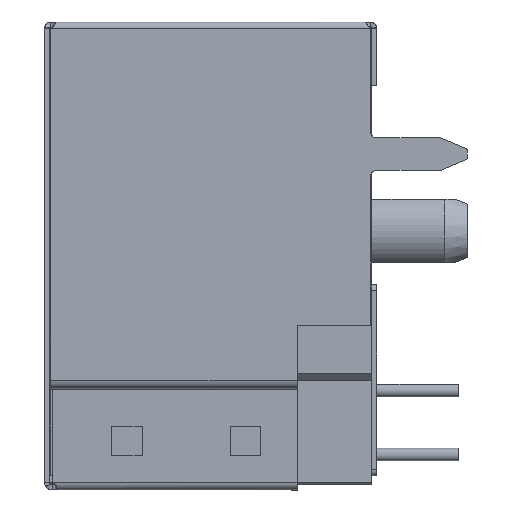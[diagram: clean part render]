
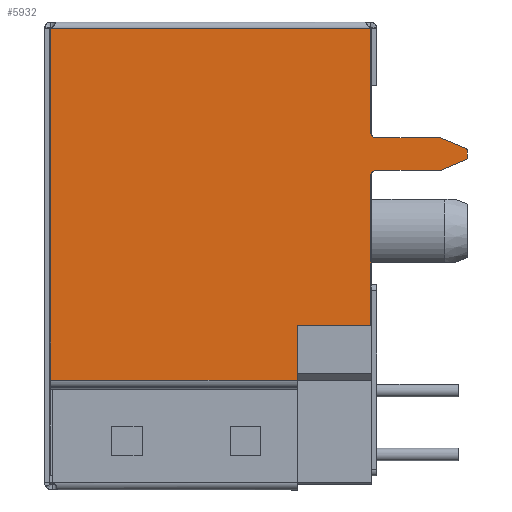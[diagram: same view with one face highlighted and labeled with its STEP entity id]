
A CAD part, left-side view. The second image highlights one B-rep face of the part: STEP entity #5932.
In plain terms, the highlighted planar face has unit normal (-1, 0, 0).
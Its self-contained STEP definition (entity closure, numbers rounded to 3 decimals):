
#28 = CARTESIAN_POINT ( 'NONE',  ( -7.9, -6.365, -6.1 ) ) ;
#212 = VERTEX_POINT ( 'NONE', #4139 ) ;
#249 = CARTESIAN_POINT ( 'NONE',  ( -7.9, -3.439, -14.232 ) ) ;
#266 = EDGE_CURVE ( 'NONE', #774, #3417, #1607, .T. ) ;
#314 = VECTOR ( 'NONE', #609, 1000. ) ;
#315 = VECTOR ( 'NONE', #2777, 1000. ) ;
#338 = EDGE_CURVE ( 'NONE', #5794, #2253, #3999, .T. ) ;
#456 = EDGE_CURVE ( 'NONE', #5226, #5723, #8570, .T. ) ;
#609 = DIRECTION ( 'NONE',  ( 0., -1., 0. ) ) ;
#610 = CIRCLE ( 'NONE', #6393, 0.2 ) ;
#633 = EDGE_CURVE ( 'NONE', #8905, #5723, #3078, .T. ) ;
#774 = VERTEX_POINT ( 'NONE', #6305 ) ;
#871 = LINE ( 'NONE', #3316, #1440 ) ;
#979 = CARTESIAN_POINT ( 'NONE',  ( -7.9, -10.2, -5.114 ) ) ;
#1232 = AXIS2_PLACEMENT_3D ( 'NONE', #3637, #1402, #8758 ) ;
#1240 = LINE ( 'NONE', #6028, #8943 ) ;
#1252 = CARTESIAN_POINT ( 'NONE',  ( -7.9, -3.439, -12.057 ) ) ;
#1262 = ORIENTED_EDGE ( 'NONE', *, *, #6975, .F. ) ;
#1355 = DIRECTION ( 'NONE',  ( 0., 0., -1. ) ) ;
#1402 = DIRECTION ( 'NONE',  ( 1., 0., 0. ) ) ;
#1439 = EDGE_CURVE ( 'NONE', #5510, #6506, #5767, .T. ) ;
#1440 = VECTOR ( 'NONE', #1823, 1000. ) ;
#1607 = CIRCLE ( 'NONE', #1232, 0.1 ) ;
#1724 = CARTESIAN_POINT ( 'NONE',  ( -7.9, -9.12, -4.6 ) ) ;
#1734 = ORIENTED_EDGE ( 'NONE', *, *, #9085, .T. ) ;
#1761 = ORIENTED_EDGE ( 'NONE', *, *, #633, .F. ) ;
#1823 = DIRECTION ( 'NONE',  ( 0., 0., -1. ) ) ;
#1959 = CIRCLE ( 'NONE', #5853, 0.1 ) ;
#2012 = ORIENTED_EDGE ( 'NONE', *, *, #6716, .F. ) ;
#2056 = CARTESIAN_POINT ( 'NONE',  ( -7.9, -6.565, -6.1 ) ) ;
#2092 = CARTESIAN_POINT ( 'NONE',  ( -7.9, -6.365, -4.4 ) ) ;
#2127 = ORIENTED_EDGE ( 'NONE', *, *, #5613, .T. ) ;
#2217 = DIRECTION ( 'NONE',  ( 0., 0., -1. ) ) ;
#2253 = VERTEX_POINT ( 'NONE', #249 ) ;
#2269 = EDGE_CURVE ( 'NONE', #212, #4945, #9062, .T. ) ;
#2314 = EDGE_CURVE ( 'NONE', #3853, #5510, #6985, .T. ) ;
#2370 = CIRCLE ( 'NONE', #2621, 0.2 ) ;
#2621 = AXIS2_PLACEMENT_3D ( 'NONE', #6060, #8235, #5385 ) ;
#2657 = DIRECTION ( 'NONE',  ( 0., 0., -1. ) ) ;
#2759 = CARTESIAN_POINT ( 'NONE',  ( -7.9, -6.565, -5.9 ) ) ;
#2777 = DIRECTION ( 'NONE',  ( 0., 0., 1. ) ) ;
#2935 = ORIENTED_EDGE ( 'NONE', *, *, #266, .F. ) ;
#2951 = ORIENTED_EDGE ( 'NONE', *, *, #2269, .F. ) ;
#2964 = VECTOR ( 'NONE', #5884, 1000. ) ;
#2971 = ORIENTED_EDGE ( 'NONE', *, *, #6660, .F. ) ;
#2989 = ORIENTED_EDGE ( 'NONE', *, *, #338, .T. ) ;
#3078 = LINE ( 'NONE', #5448, #3308 ) ;
#3199 = DIRECTION ( 'NONE',  ( 0., 0.924, -0.383 ) ) ;
#3211 = DIRECTION ( 'NONE',  ( 0., 0., -1. ) ) ;
#3270 = DIRECTION ( 'NONE',  ( 0., -1., 0. ) ) ;
#3308 = VECTOR ( 'NONE', #3211, 1000. ) ;
#3316 = CARTESIAN_POINT ( 'NONE',  ( -7.9, 6.365, 0. ) ) ;
#3344 = ORIENTED_EDGE ( 'NONE', *, *, #2314, .F. ) ;
#3417 = VERTEX_POINT ( 'NONE', #979 ) ;
#3535 = VERTEX_POINT ( 'NONE', #2759 ) ;
#3558 = ORIENTED_EDGE ( 'NONE', *, *, #456, .T. ) ;
#3637 = CARTESIAN_POINT ( 'NONE',  ( -7.9, -10.1, -5.114 ) ) ;
#3646 = CARTESIAN_POINT ( 'NONE',  ( -7.9, -6.6, -0.25 ) ) ;
#3853 = VERTEX_POINT ( 'NONE', #9057 ) ;
#3870 = CARTESIAN_POINT ( 'NONE',  ( -7.9, -10.1, -5.386 ) ) ;
#3933 = LINE ( 'NONE', #9153, #7526 ) ;
#3954 = VERTEX_POINT ( 'NONE', #4733 ) ;
#3999 = LINE ( 'NONE', #5142, #2964 ) ;
#4000 = LINE ( 'NONE', #7967, #315 ) ;
#4131 = DIRECTION ( 'NONE',  ( 0., -0.924, -0.383 ) ) ;
#4139 = CARTESIAN_POINT ( 'NONE',  ( -7.9, -6.565, -4.6 ) ) ;
#4141 = CARTESIAN_POINT ( 'NONE',  ( -7.9, -6.365, -0.25 ) ) ;
#4150 = DIRECTION ( 'NONE',  ( 1., 0., 0. ) ) ;
#4241 = ORIENTED_EDGE ( 'NONE', *, *, #8689, .T. ) ;
#4565 = EDGE_LOOP ( 'NONE', ( #6379, #3558, #1761, #2127, #1262, #2971, #8921, #5581, #2935, #2012, #2951, #1734, #6157, #3344, #4241, #2989 ) ) ;
#4619 = FACE_OUTER_BOUND ( 'NONE', #4565, .T. ) ;
#4686 = CARTESIAN_POINT ( 'NONE',  ( -7.9, -9.12, -5.9 ) ) ;
#4733 = CARTESIAN_POINT ( 'NONE',  ( -7.9, -10.2, -5.386 ) ) ;
#4871 = DIRECTION ( 'NONE',  ( 0., 0., -1. ) ) ;
#4945 = VERTEX_POINT ( 'NONE', #1724 ) ;
#5115 = DIRECTION ( 'NONE',  ( 0., -1., 0. ) ) ;
#5142 = CARTESIAN_POINT ( 'NONE',  ( -7.9, 6.365, -14.232 ) ) ;
#5226 = VERTEX_POINT ( 'NONE', #1252 ) ;
#5385 = DIRECTION ( 'NONE',  ( 0., 0., -1. ) ) ;
#5448 = CARTESIAN_POINT ( 'NONE',  ( -7.9, -6.365, -0.2 ) ) ;
#5510 = VERTEX_POINT ( 'NONE', #4141 ) ;
#5581 = ORIENTED_EDGE ( 'NONE', *, *, #7462, .F. ) ;
#5611 = VECTOR ( 'NONE', #2217, 1000. ) ;
#5613 = EDGE_CURVE ( 'NONE', #8905, #3535, #610, .T. ) ;
#5723 = VERTEX_POINT ( 'NONE', #6121 ) ;
#5767 = LINE ( 'NONE', #7169, #7345 ) ;
#5794 = VERTEX_POINT ( 'NONE', #7658 ) ;
#5853 = AXIS2_PLACEMENT_3D ( 'NONE', #3870, #6642, #6675 ) ;
#5884 = DIRECTION ( 'NONE',  ( 0., -1., 0. ) ) ;
#5932 = ADVANCED_FACE ( 'NONE', ( #4619 ), #7204, .F. ) ;
#6028 = CARTESIAN_POINT ( 'NONE',  ( -7.9, -6.365, -5.9 ) ) ;
#6060 = CARTESIAN_POINT ( 'NONE',  ( -7.9, -6.565, -4.4 ) ) ;
#6121 = CARTESIAN_POINT ( 'NONE',  ( -7.9, -6.365, -12.057 ) ) ;
#6157 = ORIENTED_EDGE ( 'NONE', *, *, #1439, .F. ) ;
#6305 = CARTESIAN_POINT ( 'NONE',  ( -7.9, -10.138, -5.022 ) ) ;
#6334 = CARTESIAN_POINT ( 'NONE',  ( -7.9, -10.138, -5.478 ) ) ;
#6379 = ORIENTED_EDGE ( 'NONE', *, *, #8368, .T. ) ;
#6393 = AXIS2_PLACEMENT_3D ( 'NONE', #2056, #8054, #2657 ) ;
#6506 = VERTEX_POINT ( 'NONE', #2092 ) ;
#6563 = EDGE_CURVE ( 'NONE', #3954, #7259, #1959, .T. ) ;
#6642 = DIRECTION ( 'NONE',  ( 1., 0., 0. ) ) ;
#6646 = LINE ( 'NONE', #8501, #9413 ) ;
#6660 = EDGE_CURVE ( 'NONE', #7259, #8781, #3933, .T. ) ;
#6675 = DIRECTION ( 'NONE',  ( 0., 0., 1. ) ) ;
#6716 = EDGE_CURVE ( 'NONE', #4945, #774, #6646, .T. ) ;
#6975 = EDGE_CURVE ( 'NONE', #8781, #3535, #1240, .T. ) ;
#6985 = LINE ( 'NONE', #3646, #7800 ) ;
#7108 = VECTOR ( 'NONE', #3270, 1000. ) ;
#7169 = CARTESIAN_POINT ( 'NONE',  ( -7.9, -6.365, -0.2 ) ) ;
#7204 = PLANE ( 'NONE',  #8002 ) ;
#7259 = VERTEX_POINT ( 'NONE', #6334 ) ;
#7345 = VECTOR ( 'NONE', #1355, 1000. ) ;
#7462 = EDGE_CURVE ( 'NONE', #3417, #3954, #8135, .T. ) ;
#7525 = DIRECTION ( 'NONE',  ( 0., 1., 0. ) ) ;
#7526 = VECTOR ( 'NONE', #3199, 1000. ) ;
#7658 = CARTESIAN_POINT ( 'NONE',  ( -7.9, 6.365, -14.232 ) ) ;
#7800 = VECTOR ( 'NONE', #5115, 1000. ) ;
#7852 = CARTESIAN_POINT ( 'NONE',  ( -7.9, 0., -12.057 ) ) ;
#7967 = CARTESIAN_POINT ( 'NONE',  ( -7.9, -3.439, 0. ) ) ;
#8002 = AXIS2_PLACEMENT_3D ( 'NONE', #8516, #4150, #4871 ) ;
#8054 = DIRECTION ( 'NONE',  ( 1., 0., 0. ) ) ;
#8132 = CARTESIAN_POINT ( 'NONE',  ( -7.9, -10.2, -5.114 ) ) ;
#8135 = LINE ( 'NONE', #8132, #5611 ) ;
#8235 = DIRECTION ( 'NONE',  ( 1., 0., 0. ) ) ;
#8368 = EDGE_CURVE ( 'NONE', #2253, #5226, #4000, .T. ) ;
#8451 = CARTESIAN_POINT ( 'NONE',  ( -7.9, -6.365, -4.6 ) ) ;
#8501 = CARTESIAN_POINT ( 'NONE',  ( -7.9, -9.12, -4.6 ) ) ;
#8516 = CARTESIAN_POINT ( 'NONE',  ( -7.9, 0., 0. ) ) ;
#8570 = LINE ( 'NONE', #7852, #314 ) ;
#8689 = EDGE_CURVE ( 'NONE', #3853, #5794, #871, .T. ) ;
#8758 = DIRECTION ( 'NONE',  ( 0., 0., -1. ) ) ;
#8781 = VERTEX_POINT ( 'NONE', #4686 ) ;
#8905 = VERTEX_POINT ( 'NONE', #28 ) ;
#8921 = ORIENTED_EDGE ( 'NONE', *, *, #6563, .F. ) ;
#8943 = VECTOR ( 'NONE', #7525, 1000. ) ;
#9057 = CARTESIAN_POINT ( 'NONE',  ( -7.9, 6.365, -0.25 ) ) ;
#9062 = LINE ( 'NONE', #8451, #7108 ) ;
#9085 = EDGE_CURVE ( 'NONE', #212, #6506, #2370, .T. ) ;
#9153 = CARTESIAN_POINT ( 'NONE',  ( -7.9, -9.12, -5.9 ) ) ;
#9413 = VECTOR ( 'NONE', #4131, 1000. ) ;
